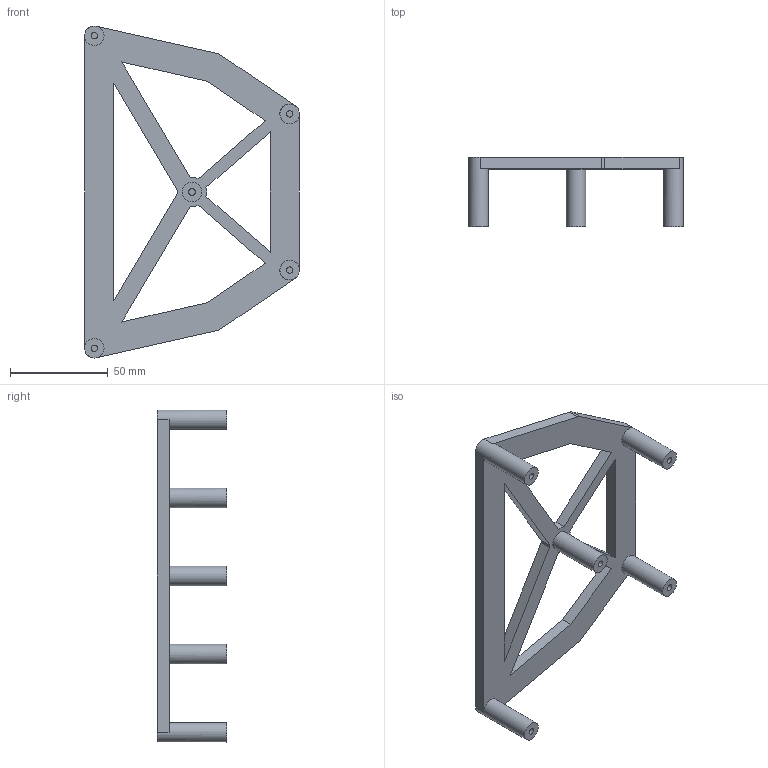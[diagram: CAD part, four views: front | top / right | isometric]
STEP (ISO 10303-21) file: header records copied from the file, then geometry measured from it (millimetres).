
FILE_DESCRIPTION(/* description */ (''),/* implementation_level */ '2;1');
FILE_NAME(/* name */ 'Hoverboard_PCB.step',/* time_stamp */ '2022-01-28T12:04:34+01:00',/* author */ (''),/* organization */ (''),/* preprocessor_version */ 'ST-DEVELOPER v18.1',/* originating_system */ 'Autodesk Translation Framework v10.13.0.1454',/* authorisation */ '');
FILE_SCHEMA (('AUTOMOTIVE_DESIGN { 1 0 10303 214 3 1 1 }'));
Length unit declared in the file: millimetre
Products named in the file (1): Hoverboard_PCB
Bounding box: 110 x 35.5 x 170 mm (x, y, z)
Volume: 60386.4 mm3; surface area: 31628.4 mm2
Topology: 1 solids, 1 shells, 66 faces, 145 edges, 96 vertices
Faces by surface type: plane 41, cylinder 25
Full cylindrical faces by diameter (mm): 3.3 x5, 4.7 x4, 6 x5, 10 x5
Entity records: 1878 total; most frequent: DIRECTION 335, CARTESIAN_POINT 308, ORIENTED_EDGE 290, EDGE_CURVE 145, AXIS2_PLACEMENT_3D 123, VERTEX_POINT 96, EDGE_LOOP 89, LINE 89
